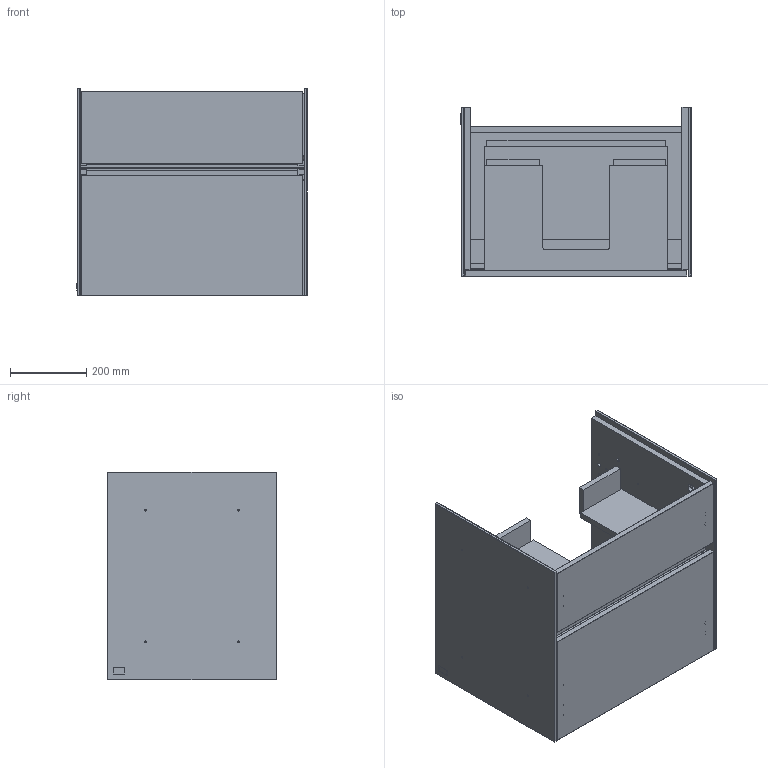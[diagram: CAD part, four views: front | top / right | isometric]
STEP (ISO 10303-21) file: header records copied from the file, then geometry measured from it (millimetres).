
FILE_DESCRIPTION((' '),'2;1');
FILE_NAME('C009B0.stp','2022-04-21T11:37:54',(' '),(' '),' ','ACIS',' ');
FILE_SCHEMA(('CONFIG_CONTROL_DESIGN'));
Length unit declared in the file: millimetre
Products named in the file (18): C009B0.stp; Körper1; Körper2; Körper3; Körper4; Körper5; Körper6; Körper7; Körper8; Körper9; Körper10; Körper11; Körper12; Körper13; Körper14; Körper15; Körper16; Körper17
Assembly tree (17 placements, depth 2):
  C009B0.stp
    Körper1
    Körper2
    Körper3
    Körper4
    Körper5
    Körper6
    Körper7
    Körper8
    Körper9
    Körper10
    Körper11
    Körper12
    Körper13
    Körper14
    Körper15
    Körper16
    Körper17
Bounding box: 605 x 444 x 546 mm (x, y, z)
Volume: 26232422.8 mm3; surface area: 4274308.1 mm2
Topology: 17 solids, 17 shells, 571 faces, 1230 edges, 798 vertices
Faces by surface type: plane 364, cylinder 203, sphere 4
Full cylindrical faces by diameter (mm): 3 x28, 5 x27, 6.5 x4, 8 x24, 8.02 x20, 10 x14
Entity records: 17286 total; most frequent: DIRECTION 2711, CARTESIAN_POINT 2473, ORIENTED_EDGE 2178, EDGE_CURVE 1089, AXIS2_PLACEMENT_3D 1016, EDGE_LOOP 819, VERTEX_POINT 778, VECTOR 679
